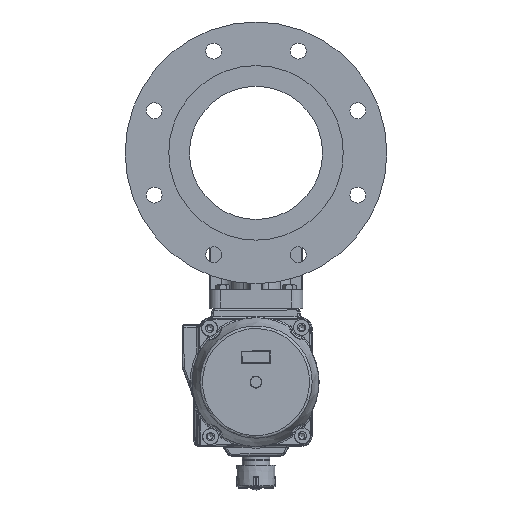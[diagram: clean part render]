
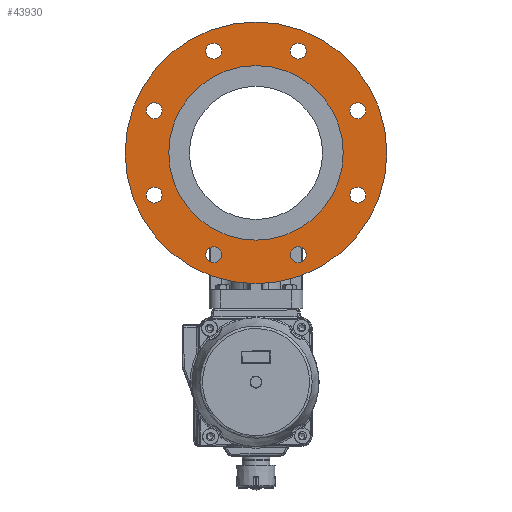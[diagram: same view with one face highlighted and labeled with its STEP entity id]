
A CAD part, front view. The second image highlights one B-rep face of the part: STEP entity #43930.
In plain terms, the highlighted planar face has unit normal (0, -1, 0).
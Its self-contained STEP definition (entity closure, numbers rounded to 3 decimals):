
#5839=CIRCLE('',#47495,142.5);
#6085=CIRCLE('',#47936,8.647);
#6086=CIRCLE('',#47938,8.647);
#6087=CIRCLE('',#47940,8.647);
#6088=CIRCLE('',#47942,8.647);
#6089=CIRCLE('',#47944,8.647);
#6090=CIRCLE('',#47946,8.647);
#6091=CIRCLE('',#47948,8.647);
#6092=CIRCLE('',#47950,8.647);
#6093=CIRCLE('',#47960,95.);
#18297=ORIENTED_EDGE('',*,*,#24416,.F.);
#18298=ORIENTED_EDGE('',*,*,#24417,.F.);
#18299=ORIENTED_EDGE('',*,*,#24418,.F.);
#18300=ORIENTED_EDGE('',*,*,#24419,.F.);
#18301=ORIENTED_EDGE('',*,*,#24420,.F.);
#18302=ORIENTED_EDGE('',*,*,#24421,.F.);
#18303=ORIENTED_EDGE('',*,*,#24422,.F.);
#18304=ORIENTED_EDGE('',*,*,#24415,.F.);
#18305=ORIENTED_EDGE('',*,*,#24423,.F.);
#18306=ORIENTED_EDGE('',*,*,#23813,.T.);
#23813=EDGE_CURVE('',#27951,#27951,#5839,.T.);
#24415=EDGE_CURVE('',#28335,#28335,#6085,.T.);
#24416=EDGE_CURVE('',#28336,#28336,#6086,.T.);
#24417=EDGE_CURVE('',#28337,#28337,#6087,.T.);
#24418=EDGE_CURVE('',#28338,#28338,#6088,.T.);
#24419=EDGE_CURVE('',#28339,#28339,#6089,.T.);
#24420=EDGE_CURVE('',#28340,#28340,#6090,.T.);
#24421=EDGE_CURVE('',#28341,#28341,#6091,.T.);
#24422=EDGE_CURVE('',#28342,#28342,#6092,.T.);
#24423=EDGE_CURVE('',#28343,#28343,#6093,.T.);
#27951=VERTEX_POINT('',#107689);
#28335=VERTEX_POINT('',#110251);
#28336=VERTEX_POINT('',#110254);
#28337=VERTEX_POINT('',#110257);
#28338=VERTEX_POINT('',#110260);
#28339=VERTEX_POINT('',#110263);
#28340=VERTEX_POINT('',#110266);
#28341=VERTEX_POINT('',#110269);
#28342=VERTEX_POINT('',#110272);
#28343=VERTEX_POINT('',#110283);
#35550=EDGE_LOOP('',(#18297));
#35551=EDGE_LOOP('',(#18298));
#35552=EDGE_LOOP('',(#18299));
#35553=EDGE_LOOP('',(#18300));
#35554=EDGE_LOOP('',(#18301));
#35555=EDGE_LOOP('',(#18302));
#35556=EDGE_LOOP('',(#18303));
#35557=EDGE_LOOP('',(#18304));
#35558=EDGE_LOOP('',(#18305));
#35559=EDGE_LOOP('',(#18306));
#38628=FACE_BOUND('',#35550,.T.);
#38629=FACE_BOUND('',#35551,.T.);
#38630=FACE_BOUND('',#35552,.T.);
#38631=FACE_BOUND('',#35553,.T.);
#38632=FACE_BOUND('',#35554,.T.);
#38633=FACE_BOUND('',#35555,.T.);
#38634=FACE_BOUND('',#35556,.T.);
#38635=FACE_BOUND('',#35557,.T.);
#38636=FACE_BOUND('',#35558,.T.);
#38637=FACE_BOUND('',#35559,.T.);
#39310=PLANE('',#47959);
#43930=ADVANCED_FACE('',(#38628,#38629,#38630,#38631,#38632,#38633,#38634,
#38635,#38636,#38637),#39310,.T.);
#47495=AXIS2_PLACEMENT_3D('',#107688,#56887,#56888);
#47936=AXIS2_PLACEMENT_3D('',#110250,#57965,#57966);
#47938=AXIS2_PLACEMENT_3D('',#110253,#57969,#57970);
#47940=AXIS2_PLACEMENT_3D('',#110256,#57973,#57974);
#47942=AXIS2_PLACEMENT_3D('',#110259,#57977,#57978);
#47944=AXIS2_PLACEMENT_3D('',#110262,#57981,#57982);
#47946=AXIS2_PLACEMENT_3D('',#110265,#57985,#57986);
#47948=AXIS2_PLACEMENT_3D('',#110268,#57989,#57990);
#47950=AXIS2_PLACEMENT_3D('',#110271,#57993,#57994);
#47959=AXIS2_PLACEMENT_3D('',#110281,#58011,#58012);
#47960=AXIS2_PLACEMENT_3D('',#110282,#58013,#58014);
#56887=DIRECTION('',(0.,-1.,0.));
#56888=DIRECTION('',(-1.,0.,0.));
#57965=DIRECTION('',(0.,-1.,0.));
#57966=DIRECTION('',(-1.,0.,0.));
#57969=DIRECTION('',(0.,-1.,0.));
#57970=DIRECTION('',(-1.,0.,0.));
#57973=DIRECTION('',(0.,-1.,0.));
#57974=DIRECTION('',(-1.,0.,0.));
#57977=DIRECTION('',(0.,-1.,0.));
#57978=DIRECTION('',(-1.,0.,0.));
#57981=DIRECTION('',(0.,-1.,0.));
#57982=DIRECTION('',(-1.,0.,0.));
#57985=DIRECTION('',(0.,-1.,0.));
#57986=DIRECTION('',(-1.,0.,0.));
#57989=DIRECTION('',(0.,-1.,0.));
#57990=DIRECTION('',(-1.,0.,0.));
#57993=DIRECTION('',(0.,-1.,0.));
#57994=DIRECTION('',(-1.,0.,0.));
#58011=DIRECTION('',(0.,-1.,0.));
#58012=DIRECTION('',(0.,0.,-1.));
#58013=DIRECTION('',(0.,-1.,0.));
#58014=DIRECTION('',(0.,0.,-1.));
#107688=CARTESIAN_POINT('',(0.,-108.,0.));
#107689=CARTESIAN_POINT('',(-142.5,-108.,0.));
#110250=CARTESIAN_POINT('',(45.922,-108.,-110.866));
#110251=CARTESIAN_POINT('',(37.275,-108.,-110.866));
#110253=CARTESIAN_POINT('',(110.866,-108.,-45.922));
#110254=CARTESIAN_POINT('',(102.219,-108.,-45.922));
#110256=CARTESIAN_POINT('',(110.866,-108.,45.922));
#110257=CARTESIAN_POINT('',(102.219,-108.,45.922));
#110259=CARTESIAN_POINT('',(45.922,-108.,110.866));
#110260=CARTESIAN_POINT('',(37.275,-108.,110.866));
#110262=CARTESIAN_POINT('',(-45.922,-108.,110.866));
#110263=CARTESIAN_POINT('',(-54.569,-108.,110.866));
#110265=CARTESIAN_POINT('',(-110.866,-108.,45.922));
#110266=CARTESIAN_POINT('',(-119.513,-108.,45.922));
#110268=CARTESIAN_POINT('',(-110.866,-108.,-45.922));
#110269=CARTESIAN_POINT('',(-119.513,-108.,-45.922));
#110271=CARTESIAN_POINT('',(-45.922,-108.,-110.866));
#110272=CARTESIAN_POINT('',(-54.569,-108.,-110.866));
#110281=CARTESIAN_POINT('',(0.,-108.,0.));
#110282=CARTESIAN_POINT('',(0.,-108.,0.));
#110283=CARTESIAN_POINT('',(0.,-108.,-95.));
